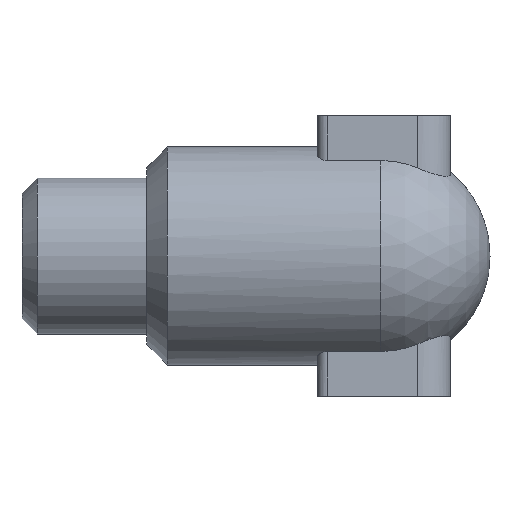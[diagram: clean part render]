
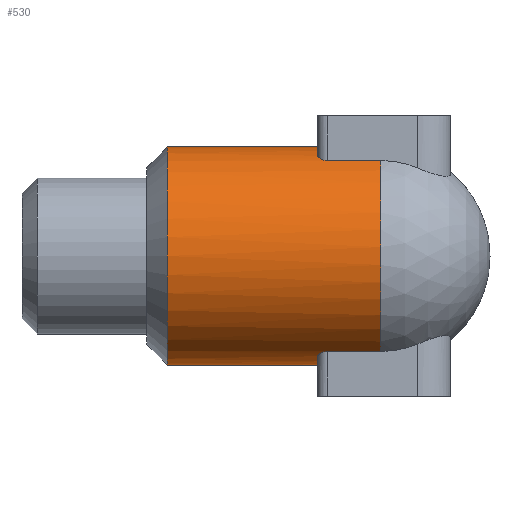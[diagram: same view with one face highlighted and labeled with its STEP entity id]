
A CAD part, front view. The second image highlights one B-rep face of the part: STEP entity #530.
In plain terms, the highlighted cylindrical face has radius 3.5 mm (diameter 7 mm), a full revolution.
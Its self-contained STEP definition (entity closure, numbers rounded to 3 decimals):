
#39=LINE('',#852,#67);
#40=LINE('',#880,#68);
#67=VECTOR('',#674,1000.);
#68=VECTOR('',#681,1000.);
#97=B_SPLINE_CURVE_WITH_KNOTS('',3,(#854,#855,#856,#857),.UNSPECIFIED.,
 .F.,.F.,(4,4),(0.,0.001),.UNSPECIFIED.);
#98=B_SPLINE_CURVE_WITH_KNOTS('',3,(#861,#862,#863,#864),.UNSPECIFIED.,
 .F.,.F.,(4,4),(0.,0.001),.UNSPECIFIED.);
#99=B_SPLINE_CURVE_WITH_KNOTS('',3,(#868,#869,#870,#871),.UNSPECIFIED.,
 .F.,.F.,(4,4),(0.001,0.002),.UNSPECIFIED.);
#100=B_SPLINE_CURVE_WITH_KNOTS('',3,(#875,#876,#877,#878),.UNSPECIFIED.,
 .F.,.F.,(4,4),(0.,0.001),.UNSPECIFIED.);
#110=CIRCLE('',#582,3.5);
#115=CIRCLE('',#588,3.5);
#116=CIRCLE('',#589,3.5);
#117=CIRCLE('',#591,3.5);
#151=ORIENTED_EDGE('',*,*,#297,.F.);
#152=ORIENTED_EDGE('',*,*,#298,.F.);
#153=ORIENTED_EDGE('',*,*,#299,.F.);
#154=ORIENTED_EDGE('',*,*,#300,.F.);
#155=ORIENTED_EDGE('',*,*,#301,.T.);
#156=ORIENTED_EDGE('',*,*,#302,.F.);
#157=ORIENTED_EDGE('',*,*,#303,.T.);
#158=ORIENTED_EDGE('',*,*,#304,.F.);
#159=ORIENTED_EDGE('',*,*,#305,.F.);
#160=ORIENTED_EDGE('',*,*,#306,.F.);
#161=ORIENTED_EDGE('',*,*,#291,.T.);
#291=EDGE_CURVE('',#365,#364,#110,.T.);
#297=EDGE_CURVE('',#370,#370,#115,.T.);
#298=EDGE_CURVE('',#371,#364,#39,.F.);
#299=EDGE_CURVE('',#372,#371,#97,.T.);
#300=EDGE_CURVE('',#373,#372,#116,.T.);
#301=EDGE_CURVE('',#373,#374,#98,.T.);
#302=EDGE_CURVE('',#375,#374,#413,.F.);
#303=EDGE_CURVE('',#375,#376,#99,.T.);
#304=EDGE_CURVE('',#377,#376,#117,.T.);
#305=EDGE_CURVE('',#378,#377,#100,.T.);
#306=EDGE_CURVE('',#365,#378,#40,.T.);
#364=VERTEX_POINT('',#833);
#365=VERTEX_POINT('',#835);
#370=VERTEX_POINT('',#851);
#371=VERTEX_POINT('',#853);
#372=VERTEX_POINT('',#858);
#373=VERTEX_POINT('',#860);
#374=VERTEX_POINT('',#865);
#375=VERTEX_POINT('',#867);
#376=VERTEX_POINT('',#872);
#377=VERTEX_POINT('',#874);
#378=VERTEX_POINT('',#879);
#413=ELLIPSE('',#590,4.95,3.5);
#417=EDGE_LOOP('',(#151));
#418=EDGE_LOOP('',(#152,#153,#154,#155,#156,#157,#158,#159,#160,#161));
#467=FACE_BOUND('',#417,.T.);
#468=FACE_BOUND('',#418,.T.);
#515=CYLINDRICAL_SURFACE('',#587,3.5);
#530=ADVANCED_FACE('',(#467,#468),#515,.T.);
#582=AXIS2_PLACEMENT_3D('',#834,#660,#661);
#587=AXIS2_PLACEMENT_3D('',#849,#670,#671);
#588=AXIS2_PLACEMENT_3D('',#850,#672,#673);
#589=AXIS2_PLACEMENT_3D('',#859,#675,#676);
#590=AXIS2_PLACEMENT_3D('',#866,#677,#678);
#591=AXIS2_PLACEMENT_3D('',#873,#679,#680);
#660=DIRECTION('',(-1.,0.,0.));
#661=DIRECTION('',(0.,0.,1.));
#670=DIRECTION('',(-1.,0.,0.));
#671=DIRECTION('',(0.,0.,1.));
#672=DIRECTION('',(-1.,0.,0.));
#673=DIRECTION('',(0.,0.,1.));
#674=DIRECTION('',(-1.,0.,0.));
#675=DIRECTION('',(1.,0.,0.));
#676=DIRECTION('',(0.,0.,-1.));
#677=DIRECTION('',(-0.707,-0.707,0.));
#678=DIRECTION('',(-0.707,0.707,0.));
#679=DIRECTION('',(1.,0.,0.));
#680=DIRECTION('',(0.,0.,-1.));
#681=DIRECTION('',(-1.,0.,0.));
#833=CARTESIAN_POINT('',(0.,-1.7,3.059));
#834=CARTESIAN_POINT('',(0.,0.,0.));
#835=CARTESIAN_POINT('',(0.,-1.7,-3.059));
#849=CARTESIAN_POINT('',(-7.5,0.,0.));
#850=CARTESIAN_POINT('',(-6.838,0.,0.));
#851=CARTESIAN_POINT('',(-6.838,0.,3.5));
#852=CARTESIAN_POINT('',(-7.5,-1.7,3.059));
#853=CARTESIAN_POINT('',(-1.704,-1.7,3.059));
#854=CARTESIAN_POINT('',(-2.019,-1.385,3.214));
#855=CARTESIAN_POINT('',(-2.019,-1.546,3.145));
#856=CARTESIAN_POINT('',(-1.88,-1.7,3.059));
#857=CARTESIAN_POINT('',(-1.704,-1.7,3.059));
#858=CARTESIAN_POINT('',(-2.019,-1.385,3.214));
#859=CARTESIAN_POINT('',(-2.019,0.,0.));
#860=CARTESIAN_POINT('',(-2.019,1.075,3.331));
#861=CARTESIAN_POINT('',(-2.019,1.075,3.331));
#862=CARTESIAN_POINT('',(-1.764,1.075,3.331));
#863=CARTESIAN_POINT('',(-1.515,1.172,3.302));
#864=CARTESIAN_POINT('',(-1.331,1.331,3.237));
#865=CARTESIAN_POINT('',(-1.331,1.331,3.237));
#866=CARTESIAN_POINT('',(0.,0.,0.));
#867=CARTESIAN_POINT('',(-1.331,1.331,-3.237));
#868=CARTESIAN_POINT('',(-1.331,1.331,-3.237));
#869=CARTESIAN_POINT('',(-1.514,1.173,-3.302));
#870=CARTESIAN_POINT('',(-1.764,1.075,-3.331));
#871=CARTESIAN_POINT('',(-2.019,1.075,-3.331));
#872=CARTESIAN_POINT('',(-2.019,1.075,-3.331));
#873=CARTESIAN_POINT('',(-2.019,0.,0.));
#874=CARTESIAN_POINT('',(-2.019,-1.385,-3.214));
#875=CARTESIAN_POINT('',(-1.704,-1.7,-3.059));
#876=CARTESIAN_POINT('',(-1.88,-1.7,-3.059));
#877=CARTESIAN_POINT('',(-2.019,-1.546,-3.145));
#878=CARTESIAN_POINT('',(-2.019,-1.385,-3.214));
#879=CARTESIAN_POINT('',(-1.704,-1.7,-3.059));
#880=CARTESIAN_POINT('',(-7.5,-1.7,-3.059));
